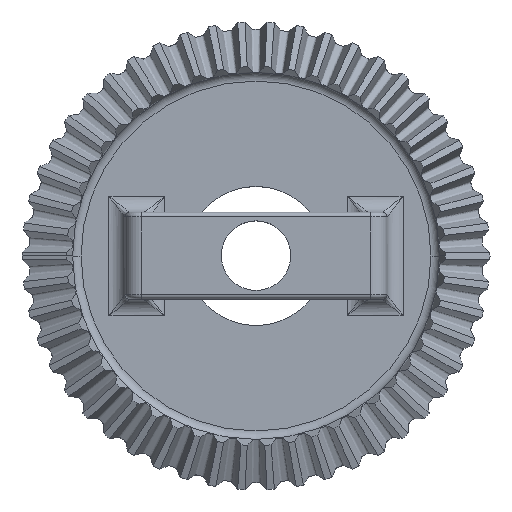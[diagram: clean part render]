
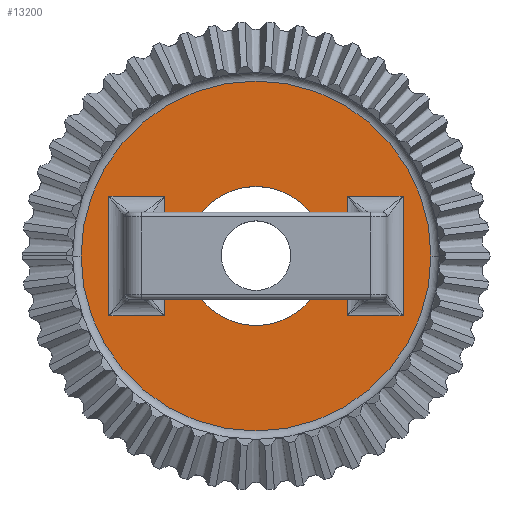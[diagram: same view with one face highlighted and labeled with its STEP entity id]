
A CAD part, top view. The second image highlights one B-rep face of the part: STEP entity #13200.
In plain terms, the highlighted planar face has unit normal (0, 0, 1).
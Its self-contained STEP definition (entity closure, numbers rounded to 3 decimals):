
#680 = EDGE_CURVE ( 'NONE', #5688, #15539, #9910, .T. ) ;
#701 = VERTEX_POINT ( 'NONE', #12434 ) ;
#720 = VERTEX_POINT ( 'NONE', #13643 ) ;
#972 = CARTESIAN_POINT ( 'NONE',  ( 0., 0., -19.845 ) ) ;
#1155 = ORIENTED_EDGE ( 'NONE', *, *, #8441, .T. ) ;
#1276 = CARTESIAN_POINT ( 'NONE',  ( -31.707, -12.855, -19.845 ) ) ;
#1373 = CARTESIAN_POINT ( 'NONE',  ( 31.707, -12.855, -19.845 ) ) ;
#1469 = VERTEX_POINT ( 'NONE', #3735 ) ;
#1509 = EDGE_CURVE ( 'NONE', #5052, #3670, #17123, .T. ) ;
#1701 = CIRCLE ( 'NONE', #13020, 37.728 ) ;
#2008 = VERTEX_POINT ( 'NONE', #14835 ) ;
#2095 = EDGE_CURVE ( 'NONE', #15539, #701, #15764, .T. ) ;
#2111 = CARTESIAN_POINT ( 'NONE',  ( 0., 12.855, -19.845 ) ) ;
#2193 = VECTOR ( 'NONE', #6190, 1000. ) ;
#2511 = CARTESIAN_POINT ( 'NONE',  ( 23.207, -12.855, -19.845 ) ) ;
#2719 = DIRECTION ( 'NONE',  ( 0., 0., -1. ) ) ;
#3191 = CARTESIAN_POINT ( 'NONE',  ( 19.707, -12.855, -19.845 ) ) ;
#3581 = AXIS2_PLACEMENT_3D ( 'NONE', #4111, #2719, #7910 ) ;
#3670 = VERTEX_POINT ( 'NONE', #14387 ) ;
#3705 = EDGE_CURVE ( 'NONE', #6267, #10300, #5303, .T. ) ;
#3735 = CARTESIAN_POINT ( 'NONE',  ( 31.707, 12.855, -19.845 ) ) ;
#3840 = CARTESIAN_POINT ( 'NONE',  ( 31.707, -9.355, -19.845 ) ) ;
#4098 = ORIENTED_EDGE ( 'NONE', *, *, #14249, .T. ) ;
#4099 = PLANE ( 'NONE',  #6708 ) ;
#4111 = CARTESIAN_POINT ( 'NONE',  ( 0., 0., -19.845 ) ) ;
#4145 = DIRECTION ( 'NONE',  ( 0., -1., 0. ) ) ;
#4386 = CARTESIAN_POINT ( 'NONE',  ( -31.707, 37.728, -19.845 ) ) ;
#4424 = VECTOR ( 'NONE', #12818, 1000. ) ;
#4561 = ORIENTED_EDGE ( 'NONE', *, *, #2095, .T. ) ;
#4579 = ORIENTED_EDGE ( 'NONE', *, *, #14479, .F. ) ;
#4835 = CARTESIAN_POINT ( 'NONE',  ( -31.707, 12.855, -19.845 ) ) ;
#4887 = DIRECTION ( 'NONE',  ( 0., 0., 1. ) ) ;
#5052 = VERTEX_POINT ( 'NONE', #12996 ) ;
#5111 = EDGE_LOOP ( 'NONE', ( #9683, #4561, #4098, #13503 ) ) ;
#5303 = LINE ( 'NONE', #2511, #14008 ) ;
#5406 = FACE_BOUND ( 'NONE', #5491, .T. ) ;
#5421 = LINE ( 'NONE', #3840, #15582 ) ;
#5491 = EDGE_LOOP ( 'NONE', ( #14670, #14934 ) ) ;
#5688 = VERTEX_POINT ( 'NONE', #1276 ) ;
#5798 = LINE ( 'NONE', #7004, #11116 ) ;
#5892 = VERTEX_POINT ( 'NONE', #10029 ) ;
#5918 = ORIENTED_EDGE ( 'NONE', *, *, #3705, .T. ) ;
#6127 = DIRECTION ( 'NONE',  ( -1., 0., 0. ) ) ;
#6190 = DIRECTION ( 'NONE',  ( 1., 0., 0. ) ) ;
#6267 = VERTEX_POINT ( 'NONE', #1373 ) ;
#6284 = ORIENTED_EDGE ( 'NONE', *, *, #8743, .F. ) ;
#6484 = CARTESIAN_POINT ( 'NONE',  ( -37.728, 0., -19.845 ) ) ;
#6578 = ORIENTED_EDGE ( 'NONE', *, *, #8023, .T. ) ;
#6693 = FACE_BOUND ( 'NONE', #7697, .T. ) ;
#6708 = AXIS2_PLACEMENT_3D ( 'NONE', #9381, #8081, #13359 ) ;
#7004 = CARTESIAN_POINT ( 'NONE',  ( -19.707, -9.355, -19.845 ) ) ;
#7644 = DIRECTION ( 'NONE',  ( 0., 0., 1. ) ) ;
#7673 = EDGE_CURVE ( 'NONE', #720, #5688, #14893, .T. ) ;
#7691 = VECTOR ( 'NONE', #8447, 1000. ) ;
#7697 = EDGE_LOOP ( 'NONE', ( #5918, #1155, #6578, #14673 ) ) ;
#7910 = DIRECTION ( 'NONE',  ( -1., 0., 0. ) ) ;
#8023 = EDGE_CURVE ( 'NONE', #2008, #1469, #10082, .T. ) ;
#8081 = DIRECTION ( 'NONE',  ( 0., 0., 1. ) ) ;
#8100 = EDGE_CURVE ( 'NONE', #3670, #5052, #12445, .T. ) ;
#8441 = EDGE_CURVE ( 'NONE', #10300, #2008, #15648, .T. ) ;
#8447 = DIRECTION ( 'NONE',  ( 0., 1., 0. ) ) ;
#8743 = EDGE_CURVE ( 'NONE', #5892, #13600, #16345, .T. ) ;
#9033 = DIRECTION ( 'NONE',  ( 1., 0., 0. ) ) ;
#9381 = CARTESIAN_POINT ( 'NONE',  ( 0., 37.728, -19.845 ) ) ;
#9591 = EDGE_CURVE ( 'NONE', #1469, #6267, #5421, .T. ) ;
#9655 = AXIS2_PLACEMENT_3D ( 'NONE', #972, #4887, #9033 ) ;
#9683 = ORIENTED_EDGE ( 'NONE', *, *, #680, .T. ) ;
#9910 = LINE ( 'NONE', #4386, #7691 ) ;
#10029 = CARTESIAN_POINT ( 'NONE',  ( 37.728, 0., -19.845 ) ) ;
#10082 = LINE ( 'NONE', #2111, #2193 ) ;
#10162 = EDGE_LOOP ( 'NONE', ( #4579, #6284 ) ) ;
#10261 = CARTESIAN_POINT ( 'NONE',  ( 19.707, 37.728, -19.845 ) ) ;
#10300 = VERTEX_POINT ( 'NONE', #3191 ) ;
#10327 = DIRECTION ( 'NONE',  ( 1., 0., 0. ) ) ;
#10601 = DIRECTION ( 'NONE',  ( 0., -1., 0. ) ) ;
#11057 = VECTOR ( 'NONE', #14085, 1000. ) ;
#11116 = VECTOR ( 'NONE', #4145, 1000. ) ;
#11408 = CARTESIAN_POINT ( 'NONE',  ( 0., 0., -19.845 ) ) ;
#11856 = CARTESIAN_POINT ( 'NONE',  ( 0., 12.855, -19.845 ) ) ;
#11978 = FACE_BOUND ( 'NONE', #5111, .T. ) ;
#12434 = CARTESIAN_POINT ( 'NONE',  ( -19.707, 12.855, -19.845 ) ) ;
#12445 = CIRCLE ( 'NONE', #16052, 15. ) ;
#12818 = DIRECTION ( 'NONE',  ( 1., 0., 0. ) ) ;
#12996 = CARTESIAN_POINT ( 'NONE',  ( 15., 0., -19.845 ) ) ;
#13014 = CARTESIAN_POINT ( 'NONE',  ( 0., 0., -19.845 ) ) ;
#13020 = AXIS2_PLACEMENT_3D ( 'NONE', #11408, #15149, #6127 ) ;
#13200 = ADVANCED_FACE ( 'NONE', ( #6693, #11978, #5406, #15974 ), #4099, .T. ) ;
#13266 = VECTOR ( 'NONE', #14982, 1000. ) ;
#13359 = DIRECTION ( 'NONE',  ( 1., 0., 0. ) ) ;
#13503 = ORIENTED_EDGE ( 'NONE', *, *, #7673, .T. ) ;
#13600 = VERTEX_POINT ( 'NONE', #6484 ) ;
#13643 = CARTESIAN_POINT ( 'NONE',  ( -19.707, -12.855, -19.845 ) ) ;
#14008 = VECTOR ( 'NONE', #17086, 1000. ) ;
#14085 = DIRECTION ( 'NONE',  ( 0., 1., 0. ) ) ;
#14249 = EDGE_CURVE ( 'NONE', #701, #720, #5798, .T. ) ;
#14387 = CARTESIAN_POINT ( 'NONE',  ( -15., 0., -19.845 ) ) ;
#14479 = EDGE_CURVE ( 'NONE', #13600, #5892, #1701, .T. ) ;
#14670 = ORIENTED_EDGE ( 'NONE', *, *, #1509, .F. ) ;
#14673 = ORIENTED_EDGE ( 'NONE', *, *, #9591, .T. ) ;
#14835 = CARTESIAN_POINT ( 'NONE',  ( 19.707, 12.855, -19.845 ) ) ;
#14893 = LINE ( 'NONE', #16371, #13266 ) ;
#14934 = ORIENTED_EDGE ( 'NONE', *, *, #8100, .F. ) ;
#14982 = DIRECTION ( 'NONE',  ( -1., 0., 0. ) ) ;
#15149 = DIRECTION ( 'NONE',  ( 0., 0., -1. ) ) ;
#15539 = VERTEX_POINT ( 'NONE', #4835 ) ;
#15582 = VECTOR ( 'NONE', #10601, 1000. ) ;
#15648 = LINE ( 'NONE', #10261, #11057 ) ;
#15764 = LINE ( 'NONE', #11856, #4424 ) ;
#15974 = FACE_OUTER_BOUND ( 'NONE', #10162, .T. ) ;
#16052 = AXIS2_PLACEMENT_3D ( 'NONE', #13014, #7644, #10327 ) ;
#16345 = CIRCLE ( 'NONE', #3581, 37.728 ) ;
#16371 = CARTESIAN_POINT ( 'NONE',  ( -28.207, -12.855, -19.845 ) ) ;
#17086 = DIRECTION ( 'NONE',  ( -1., 0., 0. ) ) ;
#17123 = CIRCLE ( 'NONE', #9655, 15. ) ;
